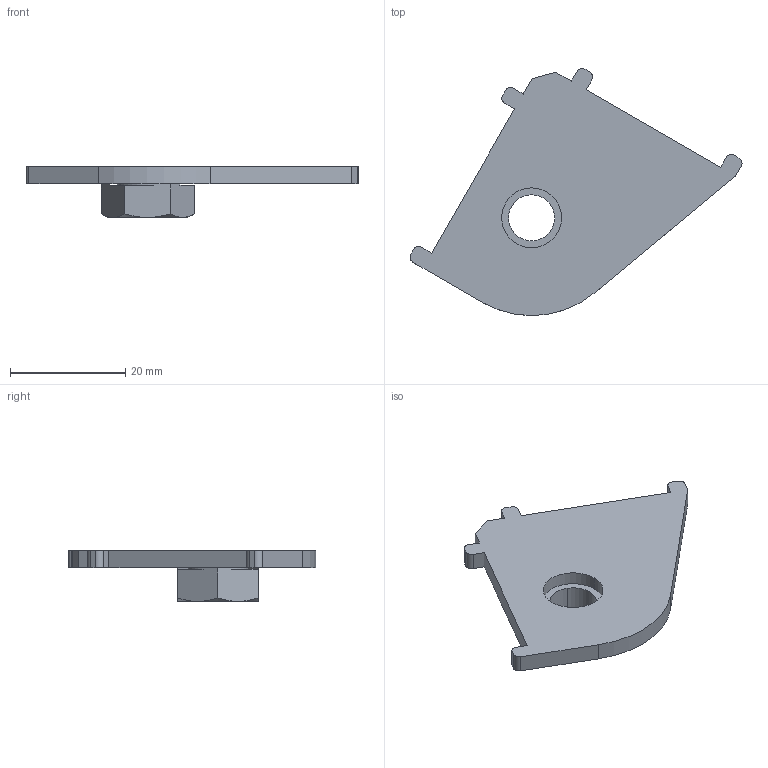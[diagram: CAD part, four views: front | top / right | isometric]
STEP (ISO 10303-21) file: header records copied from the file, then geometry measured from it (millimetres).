
FILE_DESCRIPTION (( 'STEP AP203' ), '1' );
FILE_NAME ('CV03-F12_REV_A.step', '2025-08-17T05:16:47', ( '' ), ( '' ), 'SwSTEP 2.0', 'SolidWorks 2024', '' );
FILE_SCHEMA (( 'CONFIG_CONTROL_DESIGN' ));
Length unit declared in the file: millimetre
Products named in the file (3): CV03-F12_REV_A; weldnut_WELDNUT-M8; CV03-C-05
Assembly tree (2 placements, depth 2):
  CV03-F12_REV_A
    CV03-C-05
    weldnut_WELDNUT-M8
Bounding box: 57.67 x 42.96 x 8.82 mm (x, y, z)
Volume: 4325.6 mm3; surface area: 3707.8 mm2
Topology: 2 solids, 2 shells, 61 faces, 159 edges, 103 vertices
Faces by surface type: plane 35, cylinder 19, cone 7
Entity records: 2225 total; most frequent: CARTESIAN_POINT 400, DIRECTION 322, ORIENTED_EDGE 318, EDGE_CURVE 159, AXIS2_PLACEMENT_3D 109, LINE 104, VECTOR 104, VERTEX_POINT 103
